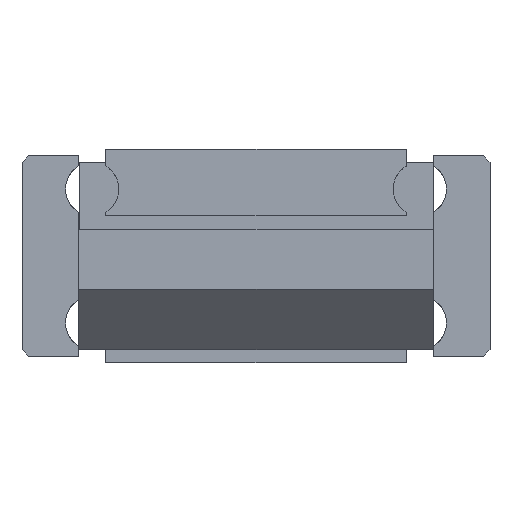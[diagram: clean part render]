
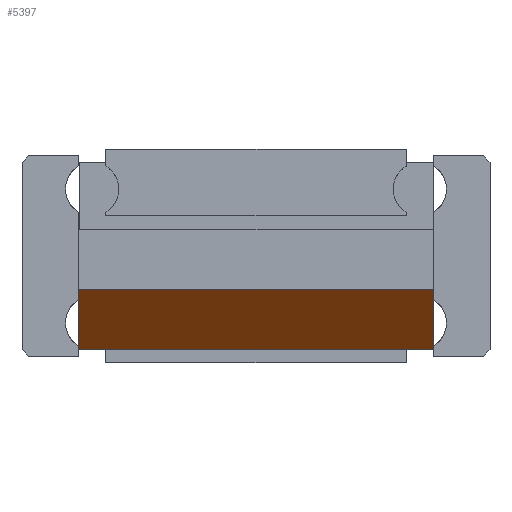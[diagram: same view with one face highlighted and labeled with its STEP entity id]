
A CAD part, front view. The second image highlights one B-rep face of the part: STEP entity #5397.
In plain terms, the highlighted planar face has unit normal (0, -0.707, -0.707).
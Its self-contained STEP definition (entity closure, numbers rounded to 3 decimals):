
#5358=CARTESIAN_POINT('',(15.0,-6.5,-2.5));
#5359=DIRECTION('',(0.0,-0.707,-0.707));
#5360=DIRECTION('',(-1.0,0.0,0.0));
#5361=AXIS2_PLACEMENT_3D('',#5358,#5359,#5360);
#5362=PLANE('',#5361);
#5363=CARTESIAN_POINT('',(-38.0,-11.0,2.0));
#5364=VERTEX_POINT('',#5363);
#5365=CARTESIAN_POINT('',(-38.0,-2.0,-7.0));
#5366=VERTEX_POINT('',#5365);
#5367=CARTESIAN_POINT('',(-38.0,-11.0,2.0));
#5368=DIRECTION('',(0.0,0.707,-0.707));
#5369=VECTOR('',#5368,12.728);
#5370=LINE('',#5367,#5369);
#5371=EDGE_CURVE('',#5364,#5366,#5370,.T.);
#5372=ORIENTED_EDGE('',*,*,#5371,.T.);
#5373=CARTESIAN_POINT('',(15.0,-2.0,-7.0));
#5374=VERTEX_POINT('',#5373);
#5375=CARTESIAN_POINT('',(-38.0,-2.0,-7.0));
#5376=DIRECTION('',(1.0,0.0,0.0));
#5377=VECTOR('',#5376,53.0);
#5378=LINE('',#5375,#5377);
#5379=EDGE_CURVE('',#5366,#5374,#5378,.T.);
#5380=ORIENTED_EDGE('',*,*,#5379,.T.);
#5381=CARTESIAN_POINT('',(15.0,-11.0,2.0));
#5382=VERTEX_POINT('',#5381);
#5383=CARTESIAN_POINT('',(15.0,-2.0,-7.0));
#5384=DIRECTION('',(0.0,-0.707,0.707));
#5385=VECTOR('',#5384,12.728);
#5386=LINE('',#5383,#5385);
#5387=EDGE_CURVE('',#5374,#5382,#5386,.T.);
#5388=ORIENTED_EDGE('',*,*,#5387,.T.);
#5389=CARTESIAN_POINT('',(15.0,-11.0,2.0));
#5390=DIRECTION('',(-1.0,0.0,0.0));
#5391=VECTOR('',#5390,53.0);
#5392=LINE('',#5389,#5391);
#5393=EDGE_CURVE('',#5382,#5364,#5392,.T.);
#5394=ORIENTED_EDGE('',*,*,#5393,.T.);
#5395=EDGE_LOOP('',(#5372,#5380,#5388,#5394));
#5396=FACE_OUTER_BOUND('',#5395,.T.);
#5397=ADVANCED_FACE('',(#5396),#5362,.T.);
